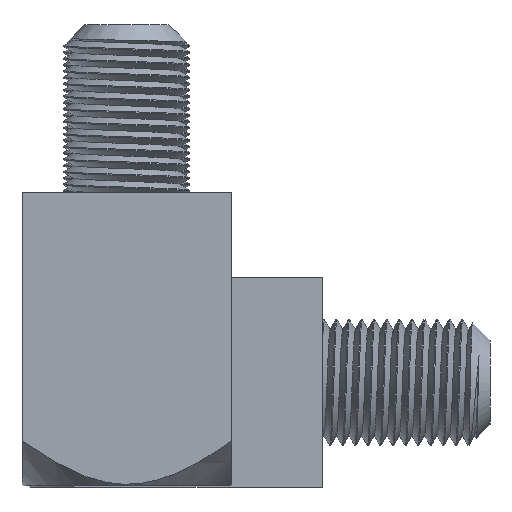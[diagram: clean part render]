
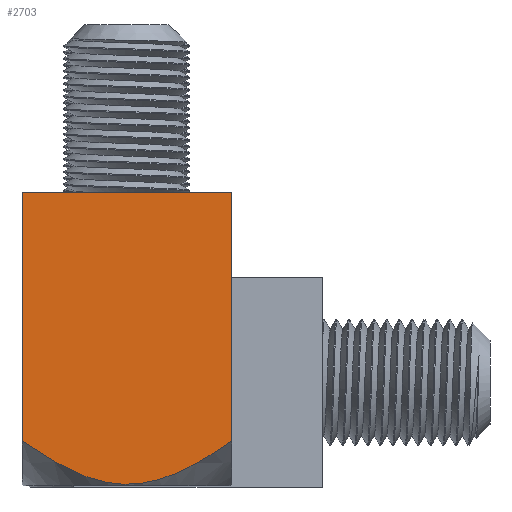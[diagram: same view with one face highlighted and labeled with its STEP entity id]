
A CAD part, front view. The second image highlights one B-rep face of the part: STEP entity #2703.
In plain terms, the highlighted planar face has unit normal (0, -1, 0).
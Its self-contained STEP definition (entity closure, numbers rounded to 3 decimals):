
#118 = EDGE_LOOP ( 'NONE', ( #1343, #6834, #6646, #2882 ) ) ;
#268 = CARTESIAN_POINT ( 'NONE',  ( -5., -25., 0. ) ) ;
#277 = CARTESIAN_POINT ( 'NONE',  ( 5., -25., -0.432 ) ) ;
#382 = VECTOR ( 'NONE', #3944, 1000. ) ;
#614 = B_SPLINE_CURVE_WITH_KNOTS ( 'NONE', 3,
 ( #1914, #6319, #7543, #2564, #6930, #4947, #5027, #6359, #4333, #2641, #4371, #7431, #691, #4488, #4992, #5711, #6280, #3880, #5631, #2601, #1992, #3722 ),
 .UNSPECIFIED., .F., .F.,
 ( 4, 2, 2, 2, 2, 2, 2, 2, 2, 2, 4 ),
 ( 0., 0.001, 0.003, 0.004, 0.005, 0.005, 0.007, 0.007, 0.008, 0.01, 0.011 ),
 .UNSPECIFIED. ) ;
#626 = AXIS2_PLACEMENT_3D ( 'NONE', #4507, #3858, #5688 ) ;
#691 = CARTESIAN_POINT ( 'NONE',  ( 0.907, -25., 0.134 ) ) ;
#1041 = DIRECTION ( 'NONE',  ( 1., 0., 0. ) ) ;
#1343 = ORIENTED_EDGE ( 'NONE', *, *, #5988, .F. ) ;
#1851 = CARTESIAN_POINT ( 'NONE',  ( 5., -25., 14. ) ) ;
#1852 = LINE ( 'NONE', #4309, #7119 ) ;
#1914 = CARTESIAN_POINT ( 'NONE',  ( -5., -25., 2.142 ) ) ;
#1927 = VECTOR ( 'NONE', #5908, 1000. ) ;
#1992 = CARTESIAN_POINT ( 'NONE',  ( 4.624, -25., 1.876 ) ) ;
#2289 = EDGE_CURVE ( 'NONE', #2510, #3684, #3430, .T. ) ;
#2510 = VERTEX_POINT ( 'NONE', #1851 ) ;
#2564 = CARTESIAN_POINT ( 'NONE',  ( -3.473, -25., 1.151 ) ) ;
#2601 = CARTESIAN_POINT ( 'NONE',  ( 4.243, -25., 1.621 ) ) ;
#2641 = CARTESIAN_POINT ( 'NONE',  ( -0.477, -25., 0.088 ) ) ;
#2703 = ADVANCED_FACE ( 'NONE', ( #3215 ), #6827, .T. ) ;
#2882 = ORIENTED_EDGE ( 'NONE', *, *, #2289, .F. ) ;
#3215 = FACE_OUTER_BOUND ( 'NONE', #118, .T. ) ;
#3430 = LINE ( 'NONE', #277, #1927 ) ;
#3684 = VERTEX_POINT ( 'NONE', #6151 ) ;
#3722 = CARTESIAN_POINT ( 'NONE',  ( 5., -25., 2.142 ) ) ;
#3858 = DIRECTION ( 'NONE',  ( 0., -1., 0. ) ) ;
#3880 = CARTESIAN_POINT ( 'NONE',  ( 3.063, -25., 0.923 ) ) ;
#3905 = CARTESIAN_POINT ( 'NONE',  ( -5., -25., 2.142 ) ) ;
#3944 = DIRECTION ( 'NONE',  ( 0., 0., -1. ) ) ;
#4309 = CARTESIAN_POINT ( 'NONE',  ( 5.5, -25., 14. ) ) ;
#4333 = CARTESIAN_POINT ( 'NONE',  ( -0.934, -25., 0.152 ) ) ;
#4371 = CARTESIAN_POINT ( 'NONE',  ( -0.246, -25., 0.071 ) ) ;
#4488 = CARTESIAN_POINT ( 'NONE',  ( 1.575, -25., 0.309 ) ) ;
#4507 = CARTESIAN_POINT ( 'NONE',  ( -5., -25., 0. ) ) ;
#4947 = CARTESIAN_POINT ( 'NONE',  ( -2.257, -25., 0.545 ) ) ;
#4992 = CARTESIAN_POINT ( 'NONE',  ( 1.797, -25., 0.38 ) ) ;
#5027 = CARTESIAN_POINT ( 'NONE',  ( -1.833, -25., 0.379 ) ) ;
#5631 = CARTESIAN_POINT ( 'NONE',  ( 3.462, -25., 1.145 ) ) ;
#5650 = LINE ( 'NONE', #268, #382 ) ;
#5688 = DIRECTION ( 'NONE',  ( 1., 0., 0. ) ) ;
#5711 = CARTESIAN_POINT ( 'NONE',  ( 2.229, -25., 0.542 ) ) ;
#5908 = DIRECTION ( 'NONE',  ( 0., 0., -1. ) ) ;
#5988 = EDGE_CURVE ( 'NONE', #6445, #2510, #1852, .T. ) ;
#6151 = CARTESIAN_POINT ( 'NONE',  ( 5., -25., 2.142 ) ) ;
#6280 = CARTESIAN_POINT ( 'NONE',  ( 2.441, -25., 0.632 ) ) ;
#6319 = CARTESIAN_POINT ( 'NONE',  ( -4.627, -25., 1.878 ) ) ;
#6359 = CARTESIAN_POINT ( 'NONE',  ( -1.162, -25., 0.199 ) ) ;
#6445 = VERTEX_POINT ( 'NONE', #7370 ) ;
#6576 = EDGE_CURVE ( 'NONE', #6445, #6795, #5650, .T. ) ;
#6646 = ORIENTED_EDGE ( 'NONE', *, *, #7145, .T. ) ;
#6795 = VERTEX_POINT ( 'NONE', #3905 ) ;
#6827 = PLANE ( 'NONE',  #626 ) ;
#6834 = ORIENTED_EDGE ( 'NONE', *, *, #6576, .T. ) ;
#6930 = CARTESIAN_POINT ( 'NONE',  ( -3.077, -25., 0.931 ) ) ;
#7119 = VECTOR ( 'NONE', #1041, 1000. ) ;
#7145 = EDGE_CURVE ( 'NONE', #6795, #3684, #614, .T. ) ;
#7370 = CARTESIAN_POINT ( 'NONE',  ( -5., -25., 14. ) ) ;
#7431 = CARTESIAN_POINT ( 'NONE',  ( 0.452, -25., 0.07 ) ) ;
#7543 = CARTESIAN_POINT ( 'NONE',  ( -4.248, -25., 1.624 ) ) ;
